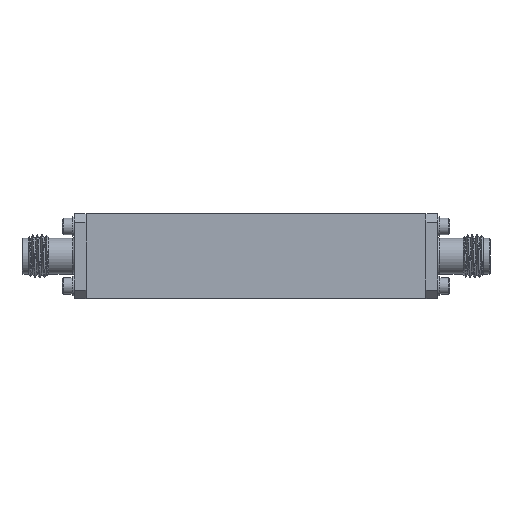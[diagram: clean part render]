
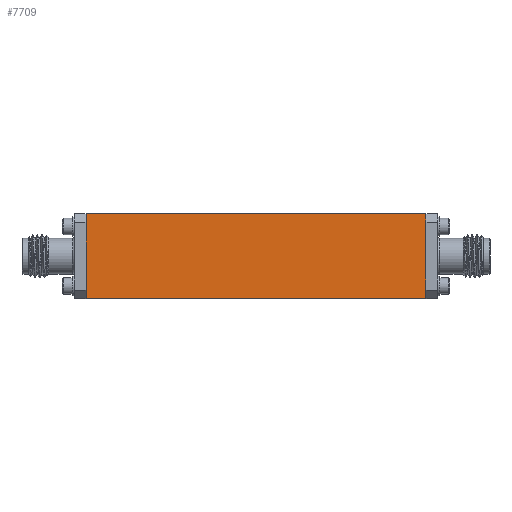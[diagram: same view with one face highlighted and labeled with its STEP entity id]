
A CAD part, left-side view. The second image highlights one B-rep face of the part: STEP entity #7709.
In plain terms, the highlighted planar face has unit normal (-1, 0, 0).
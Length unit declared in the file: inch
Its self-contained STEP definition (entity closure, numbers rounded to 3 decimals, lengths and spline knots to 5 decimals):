
#365 = FACE_OUTER_BOUND ( 'NONE', #13418, .T. ) ;
#1492 = VERTEX_POINT ( 'NONE', #17668 ) ;
#3112 = VERTEX_POINT ( 'NONE', #37822 ) ;
#3463 = PLANE ( 'NONE',  #26468 ) ;
#4874 = DIRECTION ( 'NONE',  ( 0., 0., -1. ) ) ;
#5020 = CARTESIAN_POINT ( 'NONE',  ( -0.75, -1., 0.25 ) ) ;
#5468 = VECTOR ( 'NONE', #39018, 39.37008 ) ;
#6170 = VECTOR ( 'NONE', #10523, 39.37008 ) ;
#6202 = CARTESIAN_POINT ( 'NONE',  ( -0.75, -1., -0.2 ) ) ;
#6525 = CARTESIAN_POINT ( 'NONE',  ( -0.75, -1., 0.25 ) ) ;
#6541 = VERTEX_POINT ( 'NONE', #20782 ) ;
#7299 = EDGE_CURVE ( 'NONE', #38399, #21740, #39914, .T. ) ;
#7709 = ADVANCED_FACE ( 'NONE', ( #365 ), #3463, .F. ) ;
#8699 = EDGE_CURVE ( 'NONE', #38399, #6541, #40671, .T. ) ;
#10320 = CARTESIAN_POINT ( 'NONE',  ( -0.75, -1., 0.25 ) ) ;
#10523 = DIRECTION ( 'NONE',  ( 0., 0., 1. ) ) ;
#11884 = DIRECTION ( 'NONE',  ( 0., -1., 0. ) ) ;
#12285 = DIRECTION ( 'NONE',  ( 1., 0., 0. ) ) ;
#13418 = EDGE_LOOP ( 'NONE', ( #14802, #13715, #27122, #14298, #27598, #37938 ) ) ;
#13715 = ORIENTED_EDGE ( 'NONE', *, *, #20918, .T. ) ;
#14298 = ORIENTED_EDGE ( 'NONE', *, *, #7299, .F. ) ;
#14608 = EDGE_CURVE ( 'NONE', #21740, #1492, #29400, .T. ) ;
#14731 = LINE ( 'NONE', #26916, #33861 ) ;
#14802 = ORIENTED_EDGE ( 'NONE', *, *, #29403, .F. ) ;
#15348 = DIRECTION ( 'NONE',  ( 0., 0., -1. ) ) ;
#16570 = VECTOR ( 'NONE', #11884, 39.37008 ) ;
#17668 = CARTESIAN_POINT ( 'NONE',  ( -0.75, -1., 0.2 ) ) ;
#18284 = CARTESIAN_POINT ( 'NONE',  ( -0.75, -1., 0.25 ) ) ;
#20782 = CARTESIAN_POINT ( 'NONE',  ( -0.75, 1., -0.25 ) ) ;
#20918 = EDGE_CURVE ( 'NONE', #34725, #1492, #29123, .T. ) ;
#21740 = VERTEX_POINT ( 'NONE', #6525 ) ;
#23017 = VECTOR ( 'NONE', #4874, 39.37008 ) ;
#24145 = EDGE_CURVE ( 'NONE', #6541, #3112, #14731, .T. ) ;
#26468 = AXIS2_PLACEMENT_3D ( 'NONE', #29022, #12285, #34350 ) ;
#26916 = CARTESIAN_POINT ( 'NONE',  ( -0.75, -1., -0.25 ) ) ;
#27122 = ORIENTED_EDGE ( 'NONE', *, *, #14608, .F. ) ;
#27598 = ORIENTED_EDGE ( 'NONE', *, *, #8699, .T. ) ;
#28520 = VECTOR ( 'NONE', #15348, 39.37008 ) ;
#29022 = CARTESIAN_POINT ( 'NONE',  ( -0.75, -1., 0.25 ) ) ;
#29123 = LINE ( 'NONE', #10320, #6170 ) ;
#29400 = LINE ( 'NONE', #5020, #5468 ) ;
#29403 = EDGE_CURVE ( 'NONE', #34725, #3112, #30222, .T. ) ;
#30222 = LINE ( 'NONE', #30427, #23017 ) ;
#30427 = CARTESIAN_POINT ( 'NONE',  ( -0.75, -1., 0.25 ) ) ;
#33861 = VECTOR ( 'NONE', #39869, 39.37008 ) ;
#34350 = DIRECTION ( 'NONE',  ( 0., 0., -1. ) ) ;
#34725 = VERTEX_POINT ( 'NONE', #6202 ) ;
#34900 = CARTESIAN_POINT ( 'NONE',  ( -0.75, 1., 0.25 ) ) ;
#36592 = CARTESIAN_POINT ( 'NONE',  ( -0.75, 1., 0.25 ) ) ;
#37822 = CARTESIAN_POINT ( 'NONE',  ( -0.75, -1., -0.25 ) ) ;
#37938 = ORIENTED_EDGE ( 'NONE', *, *, #24145, .T. ) ;
#38399 = VERTEX_POINT ( 'NONE', #36592 ) ;
#39018 = DIRECTION ( 'NONE',  ( 0., 0., -1. ) ) ;
#39869 = DIRECTION ( 'NONE',  ( 0., -1., 0. ) ) ;
#39914 = LINE ( 'NONE', #18284, #16570 ) ;
#40671 = LINE ( 'NONE', #34900, #28520 ) ;
